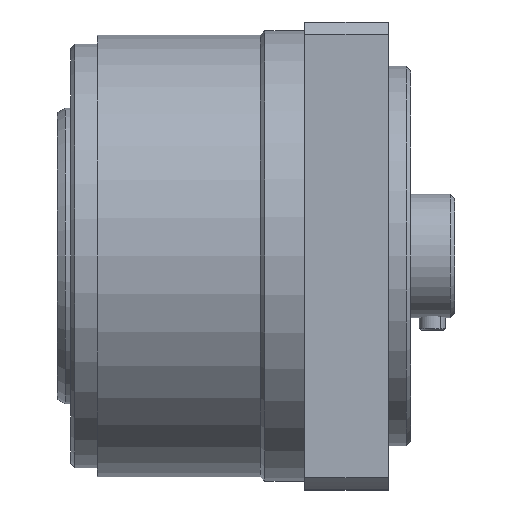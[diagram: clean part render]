
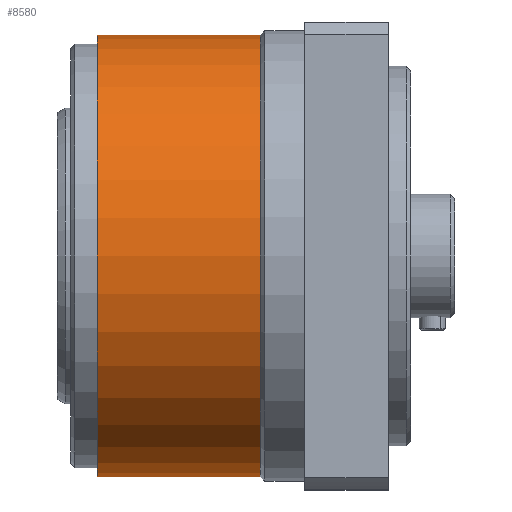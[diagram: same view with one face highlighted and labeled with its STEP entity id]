
A CAD part, front view. The second image highlights one B-rep face of the part: STEP entity #8580.
In plain terms, the highlighted cylindrical face has radius 25 mm (diameter 50 mm), a partial arc.
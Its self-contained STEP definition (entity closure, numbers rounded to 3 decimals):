
#537 = AXIS2_PLACEMENT_3D ( 'NONE', #10130, #2107, #571 ) ;
#571 = DIRECTION ( 'NONE',  ( 0., 0., 1. ) ) ;
#894 = ORIENTED_EDGE ( 'NONE', *, *, #9983, .F. ) ;
#950 = VECTOR ( 'NONE', #6267, 1000. ) ;
#1722 = VECTOR ( 'NONE', #4083, 1000. ) ;
#2107 = DIRECTION ( 'NONE',  ( -1., 0., 0. ) ) ;
#2114 = CIRCLE ( 'NONE', #537, 25. ) ;
#2154 = EDGE_CURVE ( 'NONE', #5482, #3375, #2114, .T. ) ;
#2478 = CARTESIAN_POINT ( 'NONE',  ( 0., 0., 25. ) ) ;
#2581 = DIRECTION ( 'NONE',  ( -1., 0., 0. ) ) ;
#3047 = EDGE_CURVE ( 'NONE', #5482, #7913, #6088, .T. ) ;
#3106 = FACE_OUTER_BOUND ( 'NONE', #8647, .T. ) ;
#3176 = DIRECTION ( 'NONE',  ( 0., 0., 1. ) ) ;
#3375 = VERTEX_POINT ( 'NONE', #10263 ) ;
#3466 = EDGE_CURVE ( 'NONE', #3375, #8011, #4968, .T. ) ;
#4083 = DIRECTION ( 'NONE',  ( -1., 0., 0. ) ) ;
#4222 = ORIENTED_EDGE ( 'NONE', *, *, #3047, .F. ) ;
#4728 = CYLINDRICAL_SURFACE ( 'NONE', #7519, 25. ) ;
#4968 = LINE ( 'NONE', #2478, #1722 ) ;
#5350 = ORIENTED_EDGE ( 'NONE', *, *, #2154, .T. ) ;
#5482 = VERTEX_POINT ( 'NONE', #7637 ) ;
#5697 = CIRCLE ( 'NONE', #7680, 25. ) ;
#5926 = DIRECTION ( 'NONE',  ( 0., 0., 1. ) ) ;
#6088 = LINE ( 'NONE', #9547, #950 ) ;
#6267 = DIRECTION ( 'NONE',  ( -1., 0., 0. ) ) ;
#6457 = DIRECTION ( 'NONE',  ( -1., 0., 0. ) ) ;
#6601 = CARTESIAN_POINT ( 'NONE',  ( 4.5, 0., -25. ) ) ;
#6878 = CARTESIAN_POINT ( 'NONE',  ( 4.5, 0., 25. ) ) ;
#7472 = CARTESIAN_POINT ( 'NONE',  ( 4.5, 0., 0. ) ) ;
#7519 = AXIS2_PLACEMENT_3D ( 'NONE', #10366, #6457, #3176 ) ;
#7637 = CARTESIAN_POINT ( 'NONE',  ( 23., 0., -25. ) ) ;
#7680 = AXIS2_PLACEMENT_3D ( 'NONE', #7472, #2581, #5926 ) ;
#7913 = VERTEX_POINT ( 'NONE', #6601 ) ;
#8011 = VERTEX_POINT ( 'NONE', #6878 ) ;
#8284 = ORIENTED_EDGE ( 'NONE', *, *, #3466, .T. ) ;
#8580 = ADVANCED_FACE ( 'NONE', ( #3106 ), #4728, .T. ) ;
#8647 = EDGE_LOOP ( 'NONE', ( #4222, #5350, #8284, #894 ) ) ;
#9547 = CARTESIAN_POINT ( 'NONE',  ( 0., 0., -25. ) ) ;
#9983 = EDGE_CURVE ( 'NONE', #7913, #8011, #5697, .T. ) ;
#10130 = CARTESIAN_POINT ( 'NONE',  ( 23., 0., 0. ) ) ;
#10263 = CARTESIAN_POINT ( 'NONE',  ( 23., 0., 25. ) ) ;
#10366 = CARTESIAN_POINT ( 'NONE',  ( 0., 0., 0. ) ) ;
